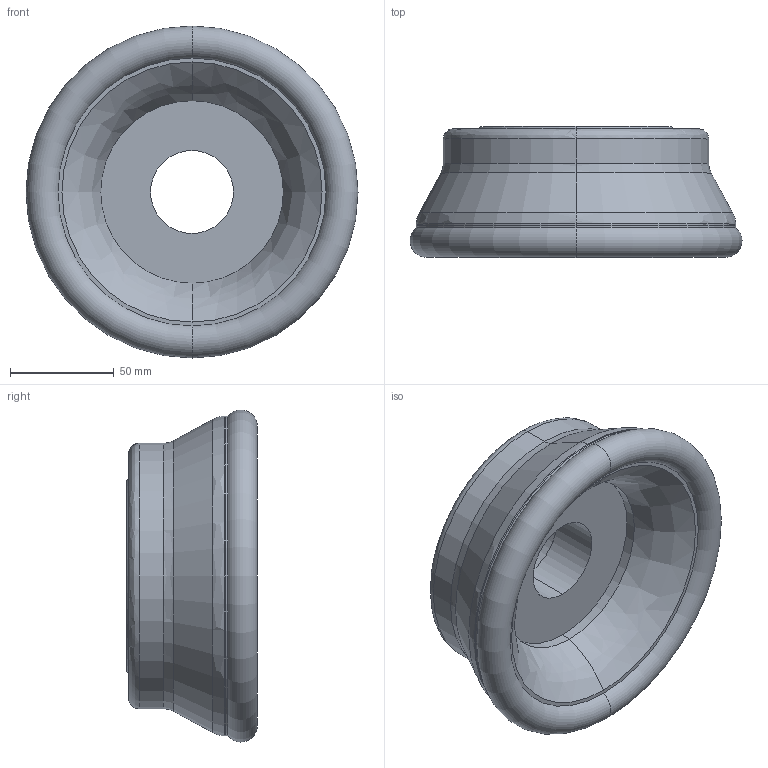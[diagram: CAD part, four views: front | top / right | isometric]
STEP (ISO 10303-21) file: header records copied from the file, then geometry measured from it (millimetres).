
FILE_DESCRIPTION (( 'STEP AP203' ), '1' );
FILE_NAME ('S808-160-63-09-16-.STEP', '2019-04-03T13:50:55', ( '' ), ( '' ), 'SwSTEP 2.0', 'SolidWorks 2018', '' );
FILE_SCHEMA (( 'CONFIG_CONTROL_DESIGN' ));
Length unit declared in the file: millimetre
Products named in the file (1): S808-160-63-09-16-
Bounding box: 159.99 x 63 x 159.99 mm (x, y, z)
Volume: 659290.1 mm3; surface area: 67067.6 mm2
Topology: 1 solids, 1 shells, 31 faces, 62 edges, 36 vertices
Faces by surface type: bspline 10, cylinder 10, plane 5, cone 4, torus 2
Entity records: 1005 total; most frequent: CARTESIAN_POINT 286, DIRECTION 150, ORIENTED_EDGE 124, AXIS2_PLACEMENT_3D 68, EDGE_CURVE 62, CIRCLE 46, EDGE_LOOP 36, VERTEX_POINT 36
